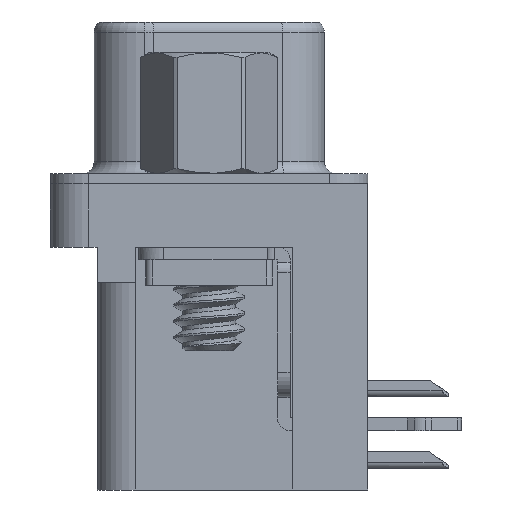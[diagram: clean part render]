
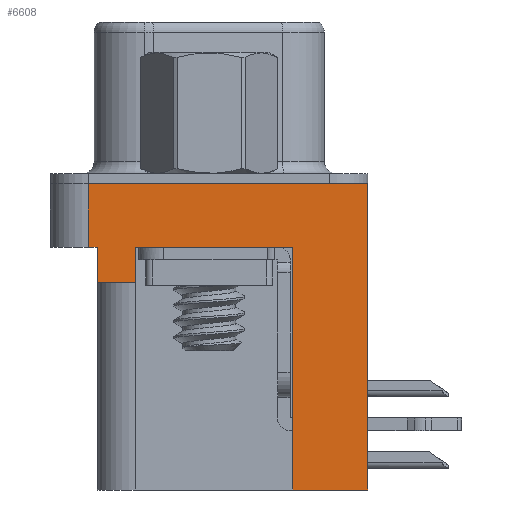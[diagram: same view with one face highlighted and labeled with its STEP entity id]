
A CAD part, left-side view. The second image highlights one B-rep face of the part: STEP entity #6608.
In plain terms, the highlighted planar face has unit normal (-1, 0, 0).
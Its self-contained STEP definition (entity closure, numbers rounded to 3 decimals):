
#313 = VECTOR ( 'NONE', #12520, 1000. ) ;
#446 = VERTEX_POINT ( 'NONE', #4781 ) ;
#615 = CARTESIAN_POINT ( 'NONE',  ( -2.935, 2.895, -3.9 ) ) ;
#831 = LINE ( 'NONE', #14936, #313 ) ;
#901 = VECTOR ( 'NONE', #6935, 1000. ) ;
#1452 = CARTESIAN_POINT ( 'NONE',  ( -2.935, 4.775, -2.5 ) ) ;
#1611 = CARTESIAN_POINT ( 'NONE',  ( -2.935, -3.295, -12.1 ) ) ;
#1671 = LINE ( 'NONE', #7371, #12154 ) ;
#1863 = VERTEX_POINT ( 'NONE', #13401 ) ;
#2044 = DIRECTION ( 'NONE',  ( 0., 0., 1. ) ) ;
#3010 = CARTESIAN_POINT ( 'NONE',  ( -2.935, 2.895, -3.9 ) ) ;
#3012 = FACE_OUTER_BOUND ( 'NONE', #6289, .T. ) ;
#3034 = VERTEX_POINT ( 'NONE', #10267 ) ;
#3082 = LINE ( 'NONE', #4743, #12903 ) ;
#4580 = DIRECTION ( 'NONE',  ( 0., -1., 0. ) ) ;
#4743 = CARTESIAN_POINT ( 'NONE',  ( -2.935, 4.775, -2.5 ) ) ;
#4781 = CARTESIAN_POINT ( 'NONE',  ( -2.935, -3.295, -2.5 ) ) ;
#5026 = EDGE_CURVE ( 'NONE', #14105, #11251, #1671, .T. ) ;
#5091 = VERTEX_POINT ( 'NONE', #18953 ) ;
#5137 = DIRECTION ( 'NONE',  ( 0., 0., 1. ) ) ;
#5207 = ORIENTED_EDGE ( 'NONE', *, *, #13871, .F. ) ;
#5559 = CARTESIAN_POINT ( 'NONE',  ( -2.935, 4.425, -3.9 ) ) ;
#5814 = ORIENTED_EDGE ( 'NONE', *, *, #12906, .F. ) ;
#5972 = ORIENTED_EDGE ( 'NONE', *, *, #12632, .T. ) ;
#6008 = EDGE_CURVE ( 'NONE', #21962, #446, #21972, .T. ) ;
#6289 = EDGE_LOOP ( 'NONE', ( #5207, #21799, #18410, #21082, #5814, #14242, #21358, #14273, #17316, #5972 ) ) ;
#6608 = ADVANCED_FACE ( 'NONE', ( #3012 ), #14835, .T. ) ;
#6801 = CARTESIAN_POINT ( 'NONE',  ( -2.935, -6.275, -2.5 ) ) ;
#6935 = DIRECTION ( 'NONE',  ( 0., 0., 1. ) ) ;
#7091 = CARTESIAN_POINT ( 'NONE',  ( -2.935, 4.425, -3.9 ) ) ;
#7165 = AXIS2_PLACEMENT_3D ( 'NONE', #10747, #18520, #12792 ) ;
#7371 = CARTESIAN_POINT ( 'NONE',  ( -2.935, 4.425, -3.9 ) ) ;
#7902 = VECTOR ( 'NONE', #20676, 1000. ) ;
#8147 = EDGE_CURVE ( 'NONE', #5091, #446, #22816, .T. ) ;
#8458 = VECTOR ( 'NONE', #5137, 1000. ) ;
#9353 = DIRECTION ( 'NONE',  ( 0., 0., 1. ) ) ;
#9801 = CARTESIAN_POINT ( 'NONE',  ( -2.935, 4.775, 0. ) ) ;
#10267 = CARTESIAN_POINT ( 'NONE',  ( -2.935, -6.275, -12.1 ) ) ;
#10523 = CARTESIAN_POINT ( 'NONE',  ( -2.935, -6.275, 0. ) ) ;
#10747 = CARTESIAN_POINT ( 'NONE',  ( -2.935, -6.275, -2.5 ) ) ;
#11057 = EDGE_CURVE ( 'NONE', #11317, #11251, #831, .T. ) ;
#11251 = VERTEX_POINT ( 'NONE', #25085 ) ;
#11317 = VERTEX_POINT ( 'NONE', #1452 ) ;
#11510 = CARTESIAN_POINT ( 'NONE',  ( -2.935, -3.295, -12.1 ) ) ;
#11556 = EDGE_CURVE ( 'NONE', #11317, #13230, #3082, .T. ) ;
#12154 = VECTOR ( 'NONE', #2044, 1000. ) ;
#12520 = DIRECTION ( 'NONE',  ( 0., -1., 0. ) ) ;
#12632 = EDGE_CURVE ( 'NONE', #3034, #1863, #13030, .T. ) ;
#12792 = DIRECTION ( 'NONE',  ( 0., 0., 1. ) ) ;
#12903 = VECTOR ( 'NONE', #24292, 1000. ) ;
#12906 = EDGE_CURVE ( 'NONE', #16134, #14105, #22459, .T. ) ;
#13030 = LINE ( 'NONE', #6801, #8458 ) ;
#13230 = VERTEX_POINT ( 'NONE', #9801 ) ;
#13309 = DIRECTION ( 'NONE',  ( 0., 1., 0. ) ) ;
#13401 = CARTESIAN_POINT ( 'NONE',  ( -2.935, -6.275, 0. ) ) ;
#13871 = EDGE_CURVE ( 'NONE', #13230, #1863, #20170, .T. ) ;
#14105 = VERTEX_POINT ( 'NONE', #5559 ) ;
#14242 = ORIENTED_EDGE ( 'NONE', *, *, #23553, .T. ) ;
#14273 = ORIENTED_EDGE ( 'NONE', *, *, #8147, .F. ) ;
#14705 = LINE ( 'NONE', #3010, #901 ) ;
#14835 = PLANE ( 'NONE',  #7165 ) ;
#14936 = CARTESIAN_POINT ( 'NONE',  ( -2.935, -6.275, -2.5 ) ) ;
#15095 = LINE ( 'NONE', #11510, #15544 ) ;
#15544 = VECTOR ( 'NONE', #13309, 1000. ) ;
#16134 = VERTEX_POINT ( 'NONE', #615 ) ;
#17316 = ORIENTED_EDGE ( 'NONE', *, *, #24564, .F. ) ;
#18410 = ORIENTED_EDGE ( 'NONE', *, *, #11057, .T. ) ;
#18520 = DIRECTION ( 'NONE',  ( -1., 0., 0. ) ) ;
#18658 = DIRECTION ( 'NONE',  ( 0., -1., 0. ) ) ;
#18953 = CARTESIAN_POINT ( 'NONE',  ( -2.935, -3.295, -12.1 ) ) ;
#19294 = VECTOR ( 'NONE', #18658, 1000. ) ;
#20170 = LINE ( 'NONE', #10523, #19294 ) ;
#20676 = DIRECTION ( 'NONE',  ( 0., 1., 0. ) ) ;
#21082 = ORIENTED_EDGE ( 'NONE', *, *, #5026, .F. ) ;
#21358 = ORIENTED_EDGE ( 'NONE', *, *, #6008, .T. ) ;
#21799 = ORIENTED_EDGE ( 'NONE', *, *, #11556, .F. ) ;
#21962 = VERTEX_POINT ( 'NONE', #24894 ) ;
#21972 = LINE ( 'NONE', #23765, #24777 ) ;
#22459 = LINE ( 'NONE', #7091, #7902 ) ;
#22816 = LINE ( 'NONE', #1611, #23925 ) ;
#23553 = EDGE_CURVE ( 'NONE', #16134, #21962, #14705, .T. ) ;
#23765 = CARTESIAN_POINT ( 'NONE',  ( -2.935, -6.275, -2.5 ) ) ;
#23925 = VECTOR ( 'NONE', #9353, 1000. ) ;
#24292 = DIRECTION ( 'NONE',  ( 0., 0., 1. ) ) ;
#24564 = EDGE_CURVE ( 'NONE', #3034, #5091, #15095, .T. ) ;
#24777 = VECTOR ( 'NONE', #4580, 1000. ) ;
#24894 = CARTESIAN_POINT ( 'NONE',  ( -2.935, 2.895, -2.5 ) ) ;
#25085 = CARTESIAN_POINT ( 'NONE',  ( -2.935, 4.425, -2.5 ) ) ;
